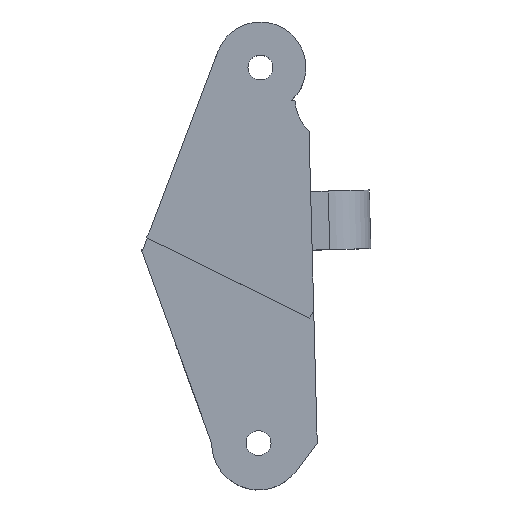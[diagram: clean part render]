
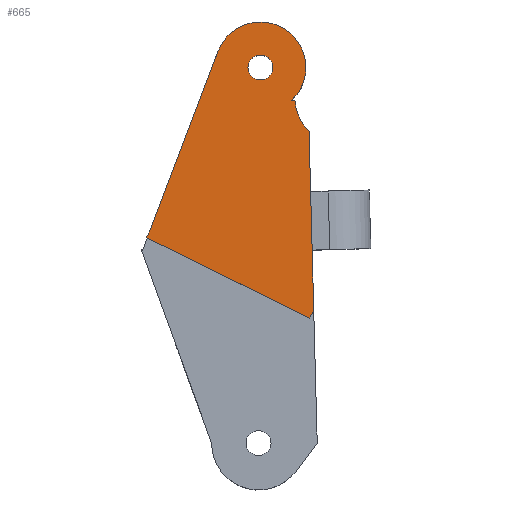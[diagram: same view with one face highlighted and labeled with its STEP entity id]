
A CAD part, top view. The second image highlights one B-rep face of the part: STEP entity #665.
In plain terms, the highlighted planar face has unit normal (0, 0, 1).
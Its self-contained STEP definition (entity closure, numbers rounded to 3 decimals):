
#18=FACE_BOUND('',#102,.T.);
#29=CIRCLE('',#723,3.875);
#34=CIRCLE('',#731,4.063);
#35=CIRCLE('',#732,1.063);
#64=FACE_OUTER_BOUND('',#101,.T.);
#101=EDGE_LOOP('',(#470,#471,#472,#473,#474,#475,#476,#477));
#102=EDGE_LOOP('',(#478));
#144=LINE('',#976,#217);
#157=LINE('',#1015,#230);
#158=LINE('',#1017,#231);
#159=LINE('',#1019,#232);
#160=LINE('',#1021,#233);
#161=LINE('',#1023,#234);
#217=VECTOR('',#783,10.);
#230=VECTOR('',#818,10.);
#231=VECTOR('',#819,10.);
#232=VECTOR('',#820,10.);
#233=VECTOR('',#821,10.);
#234=VECTOR('',#822,10.);
#290=VERTEX_POINT('',#973);
#291=VERTEX_POINT('',#975);
#297=VERTEX_POINT('',#990);
#306=VERTEX_POINT('',#1014);
#307=VERTEX_POINT('',#1016);
#308=VERTEX_POINT('',#1018);
#309=VERTEX_POINT('',#1020);
#310=VERTEX_POINT('',#1022);
#311=VERTEX_POINT('',#1025);
#352=EDGE_CURVE('',#291,#290,#144,.T.);
#360=EDGE_CURVE('',#290,#297,#29,.T.);
#371=EDGE_CURVE('',#306,#297,#157,.T.);
#372=EDGE_CURVE('',#307,#306,#158,.T.);
#373=EDGE_CURVE('',#308,#307,#159,.T.);
#374=EDGE_CURVE('',#309,#308,#160,.T.);
#375=EDGE_CURVE('',#310,#309,#161,.T.);
#376=EDGE_CURVE('',#291,#310,#34,.T.);
#377=EDGE_CURVE('',#311,#311,#35,.T.);
#470=ORIENTED_EDGE('',*,*,#352,.T.);
#471=ORIENTED_EDGE('',*,*,#360,.T.);
#472=ORIENTED_EDGE('',*,*,#371,.F.);
#473=ORIENTED_EDGE('',*,*,#372,.F.);
#474=ORIENTED_EDGE('',*,*,#373,.F.);
#475=ORIENTED_EDGE('',*,*,#374,.F.);
#476=ORIENTED_EDGE('',*,*,#375,.F.);
#477=ORIENTED_EDGE('',*,*,#376,.F.);
#478=ORIENTED_EDGE('',*,*,#377,.F.);
#638=PLANE('',#730);
#665=ADVANCED_FACE('',(#64,#18),#638,.T.);
#723=AXIS2_PLACEMENT_3D('',#992,#796,#797);
#730=AXIS2_PLACEMENT_3D('',#1013,#816,#817);
#731=AXIS2_PLACEMENT_3D('',#1024,#823,#824);
#732=AXIS2_PLACEMENT_3D('',#1026,#825,#826);
#783=DIRECTION('',(-1.,0.,0.));
#796=DIRECTION('center_axis',(0.,0.,1.));
#797=DIRECTION('ref_axis',(-1.,0.,0.));
#816=DIRECTION('center_axis',(0.,0.,1.));
#817=DIRECTION('ref_axis',(1.,0.,0.));
#818=DIRECTION('',(0.355,0.935,0.));
#819=DIRECTION('',(0.442,0.897,0.));
#820=DIRECTION('',(-0.897,0.442,0.));
#821=DIRECTION('',(-0.442,-0.897,0.));
#822=DIRECTION('',(0.026,-1.,0.));
#823=DIRECTION('center_axis',(0.,0.,1.));
#824=DIRECTION('ref_axis',(1.,0.,0.));
#825=DIRECTION('center_axis',(0.,0.,1.));
#826=DIRECTION('ref_axis',(-1.,0.,0.));
#973=CARTESIAN_POINT('',(2.842,29.202,9.125));
#975=CARTESIAN_POINT('',(3.106,29.202,9.125));
#976=CARTESIAN_POINT('',(0.34,29.202,9.125));
#990=CARTESIAN_POINT('',(-3.462,33.374,9.125));
#992=CARTESIAN_POINT('Origin',(0.161,32.,9.125));
#1013=CARTESIAN_POINT('Origin',(-2.426,23.324,9.125));
#1014=CARTESIAN_POINT('',(-9.226,18.174,9.125));
#1015=CARTESIAN_POINT('',(-6.668,24.919,9.125));
#1016=CARTESIAN_POINT('',(-9.556,17.502,9.125));
#1017=CARTESIAN_POINT('',(-7.543,21.594,9.125));
#1018=CARTESIAN_POINT('',(4.373,10.647,9.125));
#1019=CARTESIAN_POINT('',(-4.357,14.944,9.125));
#1020=CARTESIAN_POINT('',(4.704,11.319,9.125));
#1021=CARTESIAN_POINT('',(6.387,14.739,9.125));
#1022=CARTESIAN_POINT('',(4.305,26.563,9.125));
#1023=CARTESIAN_POINT('',(4.692,11.751,9.125));
#1024=CARTESIAN_POINT('Origin',(7.161,29.452,9.125));
#1025=CARTESIAN_POINT('',(1.224,32.,9.125));
#1026=CARTESIAN_POINT('Origin',(0.161,32.,9.125));
